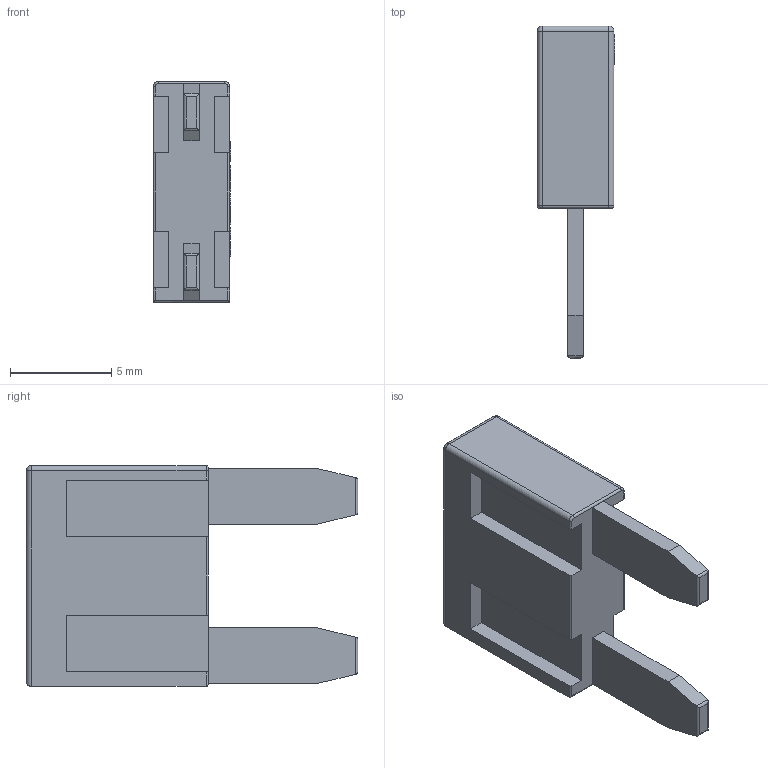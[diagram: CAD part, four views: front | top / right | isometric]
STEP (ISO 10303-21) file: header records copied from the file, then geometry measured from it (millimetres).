
FILE_DESCRIPTION(/* description */ (''),/* implementation_level */ '2;1');
FILE_NAME(/* name */ 'ANM.stp',/* time_stamp */ '2021-08-29T08:21:35-07:00',/* author */ ('Hani'),/* organization */ (''),/* preprocessor_version */ 'ST-DEVELOPER v17',/* originating_system */ 'Autodesk Inventor 2019',/* authorisation */ '');
FILE_SCHEMA (('AUTOMOTIVE_DESIGN { 1 0 10303 214 3 1 1 }'));
Length unit declared in the file: inch
Products named in the file (1): ANM
Bounding box: 3.85 x 16.38 x 10.9 mm (x, y, z)
Volume: 343.2 mm3; surface area: 485.3 mm2
Topology: 1 solids, 1 shells, 198 faces, 532 edges, 350 vertices
Faces by surface type: plane 105, bspline 67, cylinder 22, torus 2, sphere 2
Entity records: 6746 total; most frequent: CARTESIAN_POINT 2153, ORIENTED_EDGE 1064, DIRECTION 704, EDGE_CURVE 532, LINE 356, VECTOR 356, VERTEX_POINT 350, EDGE_LOOP 212
